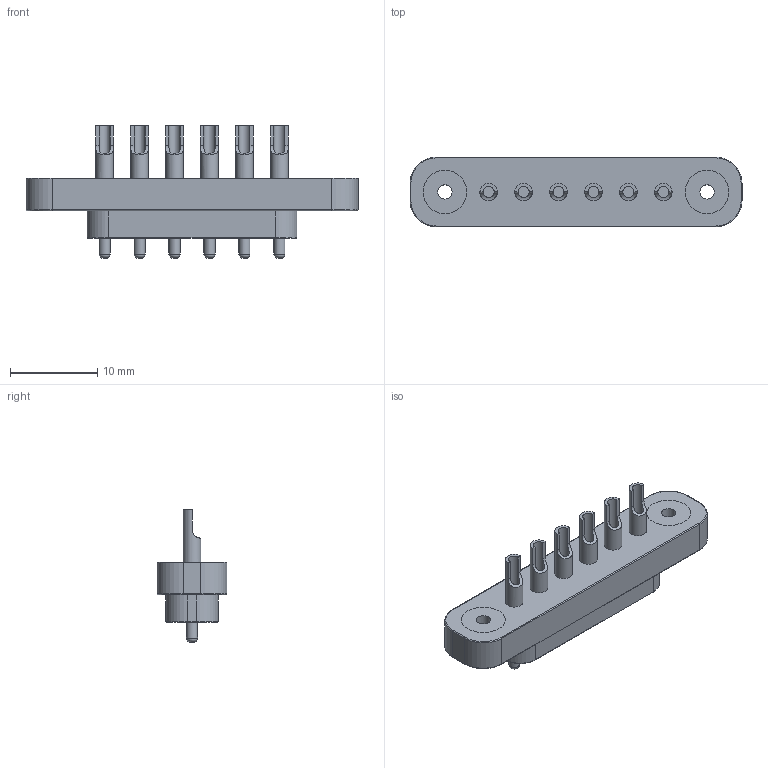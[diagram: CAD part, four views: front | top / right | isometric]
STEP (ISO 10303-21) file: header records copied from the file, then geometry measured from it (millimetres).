
FILE_DESCRIPTION(/* description */ (''),/* implementation_level */ '2;1');
FILE_NAME(/* name */ '868-22-006-00-011101 v2.step',/* time_stamp */ '2022-03-09T11:23:58+09:00',/* author */ (''),/* organization */ (''),/* preprocessor_version */ 'ST-DEVELOPER v18.1',/* originating_system */ 'Autodesk Translation Framework v10.13.0.1454',/* authorisation */ '');
FILE_SCHEMA (('AUTOMOTIVE_DESIGN { 1 0 10303 214 3 1 1 }'));
Length unit declared in the file: millimetre
Products named in the file (1): 868-22-006-00-011101
Bounding box: 38 x 8 x 15.2 mm (x, y, z)
Volume: 1571.1 mm3; surface area: 2298.5 mm2
Topology: 9 solids, 9 shells, 125 faces, 264 edges, 164 vertices
Faces by surface type: cylinder 56, plane 51, torus 12, bspline 6
Full cylindrical faces by diameter (mm): 1.27 x12, 1.623 x2, 2 x12, 5 x4
Entity records: 3853 total; most frequent: CARTESIAN_POINT 1016, DIRECTION 622, ORIENTED_EDGE 528, EDGE_CURVE 264, AXIS2_PLACEMENT_3D 250, VERTEX_POINT 164, EDGE_LOOP 152, CIRCLE 130
